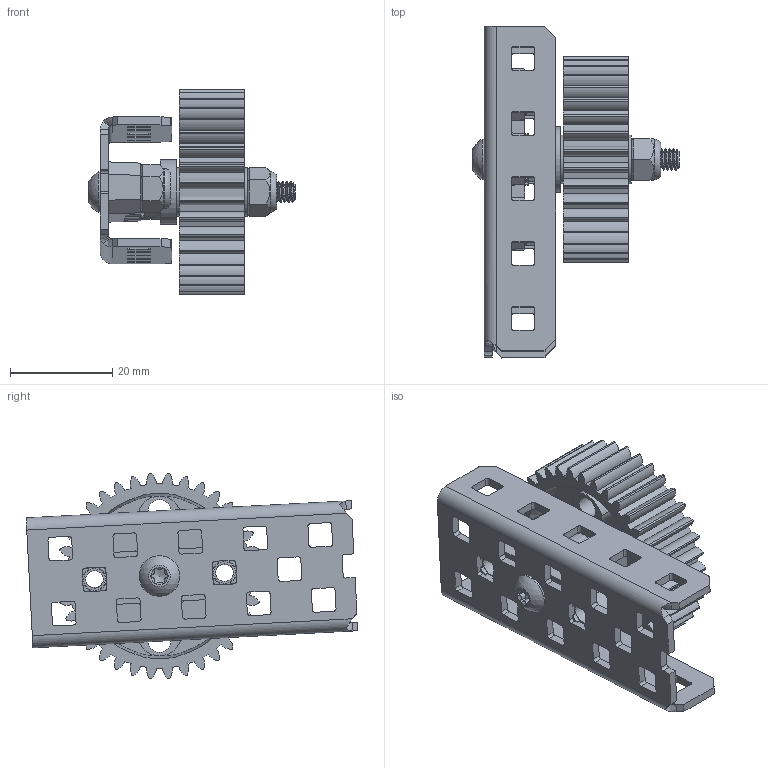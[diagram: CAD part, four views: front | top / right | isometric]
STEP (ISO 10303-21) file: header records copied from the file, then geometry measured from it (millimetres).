
FILE_DESCRIPTION(/* description */ (''),/* implementation_level */ '2;1');
FILE_NAME(/* name */ 'Assembly1_Simplify_1.stp',/* time_stamp */ '2024-01-29T10:59:36-08:00',/* author */ ('reima'),/* organization */ (''),/* preprocessor_version */ 'ST-DEVELOPER v20',/* originating_system */ 'Autodesk Inventor 2024',/* authorisation */ '');
FILE_SCHEMA (('AUTOMOTIVE_DESIGN { 1 0 10303 214 3 1 1 }'));
Length unit declared in the file: inch
Products named in the file (1): Assembly1_Simplify_1
Bounding box: 40.31 x 64.75 x 40.08 mm (x, y, z)
Volume: 15384.4 mm3; surface area: 19083.1 mm2
Topology: 11 solids, 11 shells, 895 faces, 2456 edges, 1622 vertices
Faces by surface type: cylinder 497, plane 335, cone 40, bspline 16, torus 6, sphere 1
Full cylindrical faces by diameter (mm): 3.124 x29, 3.391 x6, 3.48 x1, 4.064 x2, 4.166 x19, 4.242 x3, 4.394 x2, 4.445 x4, 4.928 x1, 5.588 x3, 5.842 x1, 7.874 x3, 7.925 x1, 9.525 x2, 10.033 x2, 12.7 x1
Entity records: 35364 total; most frequent: CARTESIAN_POINT 11341, ORIENTED_EDGE 4918, DIRECTION 4742, EDGE_CURVE 2459, AXIS2_PLACEMENT_3D 1747, VERTEX_POINT 1626, LINE 1248, VECTOR 1248
